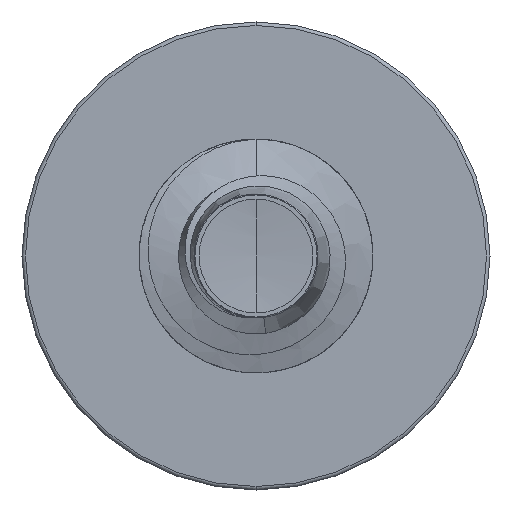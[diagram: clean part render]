
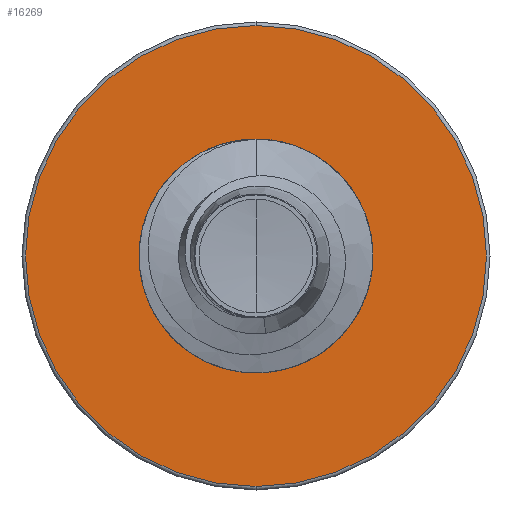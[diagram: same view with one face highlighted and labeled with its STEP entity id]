
A CAD part, front view. The second image highlights one B-rep face of the part: STEP entity #16269.
In plain terms, the highlighted planar face has unit normal (0, -1, 0).
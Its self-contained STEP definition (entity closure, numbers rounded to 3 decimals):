
#38 = EDGE_CURVE ( 'NONE', #2431, #11113, #5088, .T. ) ;
#282 = AXIS2_PLACEMENT_3D ( 'NONE', #4452, #13976, #5849 ) ;
#389 = DIRECTION ( 'NONE',  ( 0., 1., 0. ) ) ;
#491 = ORIENTED_EDGE ( 'NONE', *, *, #4766, .F. ) ;
#807 = EDGE_CURVE ( 'NONE', #7161, #12584, #10702, .T. ) ;
#2431 = VERTEX_POINT ( 'NONE', #17315 ) ;
#3091 = CARTESIAN_POINT ( 'NONE',  ( 0., 20., 7.88 ) ) ;
#3103 = FACE_BOUND ( 'NONE', #16250, .T. ) ;
#3274 = EDGE_CURVE ( 'NONE', #11113, #2431, #15012, .T. ) ;
#4452 = CARTESIAN_POINT ( 'NONE',  ( 0., 20., 0. ) ) ;
#4453 = CIRCLE ( 'NONE', #282, 7.88 ) ;
#4766 = EDGE_CURVE ( 'NONE', #12584, #7161, #4453, .T. ) ;
#4862 = ORIENTED_EDGE ( 'NONE', *, *, #38, .T. ) ;
#5088 = CIRCLE ( 'NONE', #6607, 3.694 ) ;
#5849 = DIRECTION ( 'NONE',  ( 0., 0., 1. ) ) ;
#6594 = PLANE ( 'NONE',  #15289 ) ;
#6607 = AXIS2_PLACEMENT_3D ( 'NONE', #15460, #6897, #13605 ) ;
#6897 = DIRECTION ( 'NONE',  ( 0., 1., 0. ) ) ;
#7161 = VERTEX_POINT ( 'NONE', #3091 ) ;
#7360 = DIRECTION ( 'NONE',  ( 0., 0., 1. ) ) ;
#7735 = CARTESIAN_POINT ( 'NONE',  ( 0., 20., 3.694 ) ) ;
#7946 = DIRECTION ( 'NONE',  ( 0., 0., 1. ) ) ;
#8683 = CARTESIAN_POINT ( 'NONE',  ( 0., 20., 0. ) ) ;
#9834 = CARTESIAN_POINT ( 'NONE',  ( 0., 20., 0. ) ) ;
#9954 = FACE_OUTER_BOUND ( 'NONE', #11709, .T. ) ;
#10068 = DIRECTION ( 'NONE',  ( 0., 0., 1. ) ) ;
#10236 = AXIS2_PLACEMENT_3D ( 'NONE', #9834, #12859, #7360 ) ;
#10702 = CIRCLE ( 'NONE', #10236, 7.88 ) ;
#11113 = VERTEX_POINT ( 'NONE', #7735 ) ;
#11709 = EDGE_LOOP ( 'NONE', ( #15233, #491 ) ) ;
#11714 = AXIS2_PLACEMENT_3D ( 'NONE', #8683, #389, #10068 ) ;
#11974 = ORIENTED_EDGE ( 'NONE', *, *, #3274, .T. ) ;
#11991 = DIRECTION ( 'NONE',  ( 0., 1., 0. ) ) ;
#12584 = VERTEX_POINT ( 'NONE', #13374 ) ;
#12859 = DIRECTION ( 'NONE',  ( 0., 1., 0. ) ) ;
#13374 = CARTESIAN_POINT ( 'NONE',  ( 0., 20., -7.88 ) ) ;
#13381 = CARTESIAN_POINT ( 'NONE',  ( 0., 20., -3.694 ) ) ;
#13605 = DIRECTION ( 'NONE',  ( 0., 0., 1. ) ) ;
#13976 = DIRECTION ( 'NONE',  ( 0., 1., 0. ) ) ;
#15012 = CIRCLE ( 'NONE', #11714, 3.694 ) ;
#15233 = ORIENTED_EDGE ( 'NONE', *, *, #807, .F. ) ;
#15289 = AXIS2_PLACEMENT_3D ( 'NONE', #13381, #11991, #7946 ) ;
#15460 = CARTESIAN_POINT ( 'NONE',  ( 0., 20., 0. ) ) ;
#16250 = EDGE_LOOP ( 'NONE', ( #11974, #4862 ) ) ;
#16269 = ADVANCED_FACE ( 'NONE', ( #9954, #3103 ), #6594, .F. ) ;
#17315 = CARTESIAN_POINT ( 'NONE',  ( 0., 20., -3.694 ) ) ;
